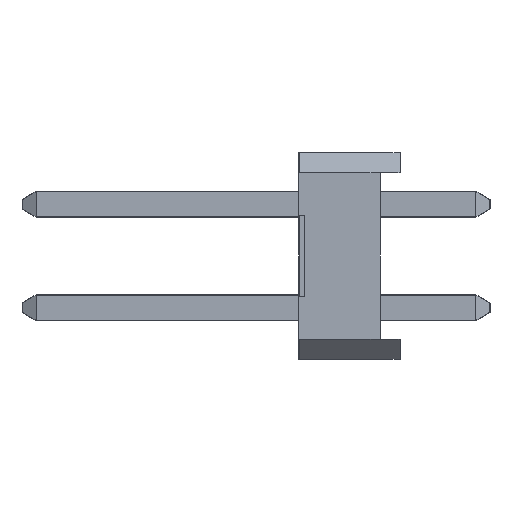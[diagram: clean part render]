
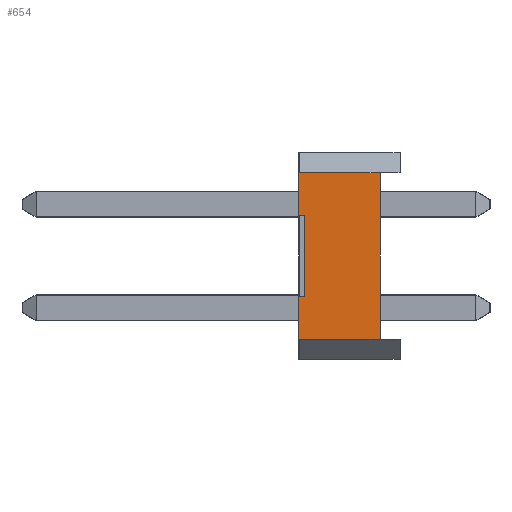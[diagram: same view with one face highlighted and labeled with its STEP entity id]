
A CAD part, left-side view. The second image highlights one B-rep face of the part: STEP entity #654.
In plain terms, the highlighted planar face has unit normal (-1, 0, 0).
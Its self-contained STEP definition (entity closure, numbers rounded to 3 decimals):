
#93 = CARTESIAN_POINT ( 'NONE',  ( -1.27, 2.5, 1.01 ) ) ;
#97 = DIRECTION ( 'NONE',  ( 0., 0., 1. ) ) ;
#112 = EDGE_CURVE ( 'NONE', #591, #2676, #1236, .T. ) ;
#139 = CARTESIAN_POINT ( 'NONE',  ( -1.27, 2.49, 1.01 ) ) ;
#147 = ORIENTED_EDGE ( 'NONE', *, *, #542, .T. ) ;
#155 = CARTESIAN_POINT ( 'NONE',  ( -1.27, 2.5, 2.03 ) ) ;
#205 = DIRECTION ( 'NONE',  ( 0., 1., 0. ) ) ;
#335 = DIRECTION ( 'NONE',  ( 0., 0., 1. ) ) ;
#339 = ORIENTED_EDGE ( 'NONE', *, *, #3203, .F. ) ;
#376 = CARTESIAN_POINT ( 'NONE',  ( -1.27, 2.49, -1. ) ) ;
#413 = VECTOR ( 'NONE', #1433, 1000. ) ;
#431 = VECTOR ( 'NONE', #1523, 1000. ) ;
#447 = CARTESIAN_POINT ( 'NONE',  ( -1.27, 0.5, 2.04 ) ) ;
#468 = LINE ( 'NONE', #1327, #1718 ) ;
#508 = CARTESIAN_POINT ( 'NONE',  ( -1.27, 2.5, -1.01 ) ) ;
#542 = EDGE_CURVE ( 'NONE', #2520, #1208, #1653, .T. ) ;
#544 = CARTESIAN_POINT ( 'NONE',  ( -1.27, 2.49, -1.01 ) ) ;
#552 = EDGE_CURVE ( 'NONE', #1287, #651, #1275, .T. ) ;
#591 = VERTEX_POINT ( 'NONE', #2828 ) ;
#600 = VERTEX_POINT ( 'NONE', #508 ) ;
#627 = AXIS2_PLACEMENT_3D ( 'NONE', #2211, #2482, #1937 ) ;
#636 = EDGE_CURVE ( 'NONE', #676, #1836, #731, .T. ) ;
#651 = VERTEX_POINT ( 'NONE', #155 ) ;
#654 = ADVANCED_FACE ( 'NONE', ( #3410 ), #3392, .T. ) ;
#676 = VERTEX_POINT ( 'NONE', #1369 ) ;
#682 = EDGE_CURVE ( 'NONE', #591, #1730, #468, .T. ) ;
#731 = LINE ( 'NONE', #447, #2522 ) ;
#740 = ORIENTED_EDGE ( 'NONE', *, *, #3770, .F. ) ;
#809 = AXIS2_PLACEMENT_3D ( 'NONE', #2788, #1622, #1387 ) ;
#1026 = DIRECTION ( 'NONE',  ( 0., 0., 1. ) ) ;
#1042 = VERTEX_POINT ( 'NONE', #3062 ) ;
#1203 = ORIENTED_EDGE ( 'NONE', *, *, #1899, .T. ) ;
#1208 = VERTEX_POINT ( 'NONE', #1716 ) ;
#1219 = EDGE_CURVE ( 'NONE', #1730, #600, #2203, .T. ) ;
#1236 = LINE ( 'NONE', #1812, #431 ) ;
#1275 = CIRCLE ( 'NONE', #2215, 0.01 ) ;
#1287 = VERTEX_POINT ( 'NONE', #2051 ) ;
#1307 = DIRECTION ( 'NONE',  ( 0., 0., 1. ) ) ;
#1311 = VECTOR ( 'NONE', #335, 1000. ) ;
#1327 = CARTESIAN_POINT ( 'NONE',  ( -1.27, 2.35, -1. ) ) ;
#1363 = DIRECTION ( 'NONE',  ( -1., 0., 0. ) ) ;
#1369 = CARTESIAN_POINT ( 'NONE',  ( -1.27, 0.5, -2.04 ) ) ;
#1387 = DIRECTION ( 'NONE',  ( 0., 0., 1. ) ) ;
#1423 = ORIENTED_EDGE ( 'NONE', *, *, #112, .F. ) ;
#1433 = DIRECTION ( 'NONE',  ( 0., 1., 0. ) ) ;
#1444 = DIRECTION ( 'NONE',  ( 0., 0., 1. ) ) ;
#1471 = EDGE_LOOP ( 'NONE', ( #3634, #1820, #339, #1203, #740, #1423, #3659, #1845, #3294, #147, #3077, #3430 ) ) ;
#1523 = DIRECTION ( 'NONE',  ( 0., 0., 1. ) ) ;
#1551 = DIRECTION ( 'NONE',  ( -1., 0., 0. ) ) ;
#1622 = DIRECTION ( 'NONE',  ( -1., 0., 0. ) ) ;
#1634 = LINE ( 'NONE', #2818, #2905 ) ;
#1653 = CIRCLE ( 'NONE', #809, 0.01 ) ;
#1672 = CARTESIAN_POINT ( 'NONE',  ( -1.27, 2.5, 2.04 ) ) ;
#1712 = VECTOR ( 'NONE', #2176, 1000. ) ;
#1716 = CARTESIAN_POINT ( 'NONE',  ( -1.27, 2.49, -2.04 ) ) ;
#1718 = VECTOR ( 'NONE', #2558, 1000. ) ;
#1730 = VERTEX_POINT ( 'NONE', #376 ) ;
#1812 = CARTESIAN_POINT ( 'NONE',  ( -1.27, 2.35, -1. ) ) ;
#1820 = ORIENTED_EDGE ( 'NONE', *, *, #552, .T. ) ;
#1828 = CARTESIAN_POINT ( 'NONE',  ( -1.27, 2.5, -2.03 ) ) ;
#1836 = VERTEX_POINT ( 'NONE', #3034 ) ;
#1845 = ORIENTED_EDGE ( 'NONE', *, *, #1219, .T. ) ;
#1861 = CARTESIAN_POINT ( 'NONE',  ( -1.27, -4.081, -2.04 ) ) ;
#1868 = CARTESIAN_POINT ( 'NONE',  ( -1.27, 2.35, 1. ) ) ;
#1899 = EDGE_CURVE ( 'NONE', #3468, #1042, #3443, .T. ) ;
#1937 = DIRECTION ( 'NONE',  ( 0., 0., 1. ) ) ;
#2051 = CARTESIAN_POINT ( 'NONE',  ( -1.27, 2.49, 2.04 ) ) ;
#2096 = LINE ( 'NONE', #3257, #1311 ) ;
#2176 = DIRECTION ( 'NONE',  ( 0., 1., 0. ) ) ;
#2203 = CIRCLE ( 'NONE', #3737, 0.01 ) ;
#2211 = CARTESIAN_POINT ( 'NONE',  ( -1.27, -4.081, 2.04 ) ) ;
#2215 = AXIS2_PLACEMENT_3D ( 'NONE', #3390, #2804, #1026 ) ;
#2443 = VECTOR ( 'NONE', #3190, 1000. ) ;
#2482 = DIRECTION ( 'NONE',  ( -1., 0., 0. ) ) ;
#2520 = VERTEX_POINT ( 'NONE', #1828 ) ;
#2522 = VECTOR ( 'NONE', #1307, 1000. ) ;
#2558 = DIRECTION ( 'NONE',  ( 0., 1., 0. ) ) ;
#2583 = LINE ( 'NONE', #1672, #2443 ) ;
#2676 = VERTEX_POINT ( 'NONE', #1868 ) ;
#2700 = EDGE_CURVE ( 'NONE', #1836, #1287, #1634, .T. ) ;
#2788 = CARTESIAN_POINT ( 'NONE',  ( -1.27, 2.49, -2.03 ) ) ;
#2804 = DIRECTION ( 'NONE',  ( -1., 0., 0. ) ) ;
#2818 = CARTESIAN_POINT ( 'NONE',  ( -1.27, -4.081, 2.04 ) ) ;
#2828 = CARTESIAN_POINT ( 'NONE',  ( -1.27, 2.35, -1. ) ) ;
#2905 = VECTOR ( 'NONE', #205, 1000. ) ;
#2995 = LINE ( 'NONE', #3786, #413 ) ;
#3028 = EDGE_CURVE ( 'NONE', #676, #1208, #3628, .T. ) ;
#3034 = CARTESIAN_POINT ( 'NONE',  ( -1.27, 0.5, 2.04 ) ) ;
#3062 = CARTESIAN_POINT ( 'NONE',  ( -1.27, 2.49, 1. ) ) ;
#3077 = ORIENTED_EDGE ( 'NONE', *, *, #3028, .F. ) ;
#3190 = DIRECTION ( 'NONE',  ( 0., 0., 1. ) ) ;
#3203 = EDGE_CURVE ( 'NONE', #3468, #651, #2583, .T. ) ;
#3257 = CARTESIAN_POINT ( 'NONE',  ( -1.27, 2.5, 2.04 ) ) ;
#3294 = ORIENTED_EDGE ( 'NONE', *, *, #3658, .F. ) ;
#3390 = CARTESIAN_POINT ( 'NONE',  ( -1.27, 2.49, 2.03 ) ) ;
#3392 = PLANE ( 'NONE',  #627 ) ;
#3410 = FACE_OUTER_BOUND ( 'NONE', #1471, .T. ) ;
#3430 = ORIENTED_EDGE ( 'NONE', *, *, #636, .T. ) ;
#3443 = CIRCLE ( 'NONE', #3762, 0.01 ) ;
#3468 = VERTEX_POINT ( 'NONE', #93 ) ;
#3628 = LINE ( 'NONE', #1861, #1712 ) ;
#3634 = ORIENTED_EDGE ( 'NONE', *, *, #2700, .T. ) ;
#3658 = EDGE_CURVE ( 'NONE', #2520, #600, #2096, .T. ) ;
#3659 = ORIENTED_EDGE ( 'NONE', *, *, #682, .T. ) ;
#3737 = AXIS2_PLACEMENT_3D ( 'NONE', #544, #1363, #1444 ) ;
#3762 = AXIS2_PLACEMENT_3D ( 'NONE', #139, #1551, #97 ) ;
#3770 = EDGE_CURVE ( 'NONE', #2676, #1042, #2995, .T. ) ;
#3786 = CARTESIAN_POINT ( 'NONE',  ( -1.27, 2.35, 1. ) ) ;
